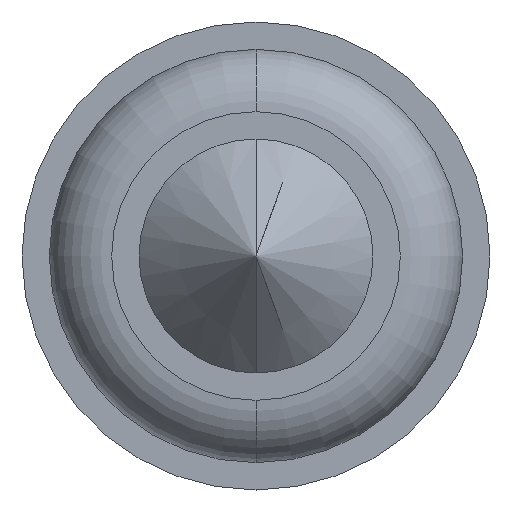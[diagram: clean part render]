
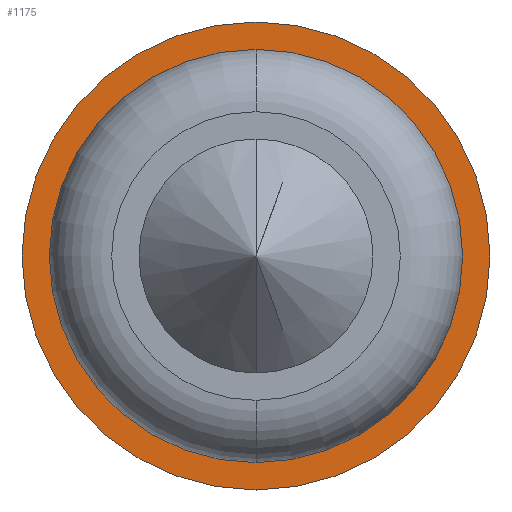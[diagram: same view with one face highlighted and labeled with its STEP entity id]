
A CAD part, front view. The second image highlights one B-rep face of the part: STEP entity #1175.
In plain terms, the highlighted planar face has unit normal (0, -1, 0).
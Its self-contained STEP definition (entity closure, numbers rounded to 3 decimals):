
#24 = DIRECTION ( 'NONE',  ( 0., 1., 0. ) ) ;
#31 = FACE_OUTER_BOUND ( 'NONE', #375, .T. ) ;
#90 = AXIS2_PLACEMENT_3D ( 'NONE', #2746, #3737, #3075 ) ;
#99 = ORIENTED_EDGE ( 'NONE', *, *, #254, .T. ) ;
#127 = CARTESIAN_POINT ( 'NONE',  ( 0., -2., 1.5 ) ) ;
#146 = EDGE_CURVE ( 'Defeature ausgef�hrt1_3+Defeature ausgef�hrt1_2+Defeature ausgef�hrt1_2+Defeature ausgef�hrt1_2', #1384, #283, #3016, .T. ) ;
#254 = EDGE_CURVE ( 'Defeature ausgef�hrt1_3+Defeature ausgef�hrt1_2+Defeature ausgef�hrt1_2+Defeature ausgef�hrt1_2', #283, #1384, #3595, .T. ) ;
#283 = VERTEX_POINT ( 'NONE', #2680 ) ;
#375 = EDGE_LOOP ( 'NONE', ( #1556, #3717 ) ) ;
#616 = CARTESIAN_POINT ( 'NONE',  ( 0., -2., 0. ) ) ;
#1011 = VERTEX_POINT ( 'NONE', #127 ) ;
#1175 = ADVANCED_FACE ( 'Defeature ausgef�hrt1_3', ( #4023, #31 ), #2757, .T. ) ;
#1245 = AXIS2_PLACEMENT_3D ( 'NONE', #1688, #3026, #2353 ) ;
#1343 = DIRECTION ( 'NONE',  ( 0., 1., 0. ) ) ;
#1384 = VERTEX_POINT ( 'NONE', #3171 ) ;
#1556 = ORIENTED_EDGE ( 'NONE', *, *, #2878, .F. ) ;
#1645 = AXIS2_PLACEMENT_3D ( 'NONE', #2219, #2531, #2590 ) ;
#1688 = CARTESIAN_POINT ( 'NONE',  ( 0., -2., 0. ) ) ;
#1908 = AXIS2_PLACEMENT_3D ( 'NONE', #616, #1343, #1968 ) ;
#1968 = DIRECTION ( 'NONE',  ( 0., 0., 1. ) ) ;
#2032 = DIRECTION ( 'NONE',  ( 0., 0., 1. ) ) ;
#2219 = CARTESIAN_POINT ( 'NONE',  ( 0., -2., 0. ) ) ;
#2353 = DIRECTION ( 'NONE',  ( 0., 0., 1. ) ) ;
#2531 = DIRECTION ( 'NONE',  ( 0., 1., 0. ) ) ;
#2581 = ORIENTED_EDGE ( 'NONE', *, *, #146, .T. ) ;
#2590 = DIRECTION ( 'NONE',  ( 0., 0., 1. ) ) ;
#2655 = EDGE_CURVE ( 'Defeature ausgef�hrt1_4+Defeature ausgef�hrt1_3+Defeature ausgef�hrt1_3+Defeature ausgef�hrt1_3', #2858, #1011, #2947, .T. ) ;
#2680 = CARTESIAN_POINT ( 'NONE',  ( 0., -2., 1.325 ) ) ;
#2746 = CARTESIAN_POINT ( 'NONE',  ( -1.5, -2., 0. ) ) ;
#2757 = PLANE ( 'NONE',  #90 ) ;
#2858 = VERTEX_POINT ( 'NONE', #4002 ) ;
#2878 = EDGE_CURVE ( 'Defeature ausgef�hrt1_4+Defeature ausgef�hrt1_3+Defeature ausgef�hrt1_3+Defeature ausgef�hrt1_3', #1011, #2858, #3154, .T. ) ;
#2887 = EDGE_LOOP ( 'NONE', ( #99, #2581 ) ) ;
#2947 = CIRCLE ( 'NONE', #1645, 1.5 ) ;
#3016 = CIRCLE ( 'NONE', #1908, 1.325 ) ;
#3026 = DIRECTION ( 'NONE',  ( 0., 1., 0. ) ) ;
#3044 = CARTESIAN_POINT ( 'NONE',  ( 0., -2., 0. ) ) ;
#3075 = DIRECTION ( 'NONE',  ( 0., 0., -1. ) ) ;
#3154 = CIRCLE ( 'NONE', #3893, 1.5 ) ;
#3171 = CARTESIAN_POINT ( 'NONE',  ( 0., -2., -1.325 ) ) ;
#3595 = CIRCLE ( 'NONE', #1245, 1.325 ) ;
#3717 = ORIENTED_EDGE ( 'NONE', *, *, #2655, .F. ) ;
#3737 = DIRECTION ( 'NONE',  ( 0., -1., 0. ) ) ;
#3893 = AXIS2_PLACEMENT_3D ( 'NONE', #3044, #24, #2032 ) ;
#4002 = CARTESIAN_POINT ( 'NONE',  ( 0., -2., -1.5 ) ) ;
#4023 = FACE_BOUND ( 'NONE', #2887, .T. ) ;
